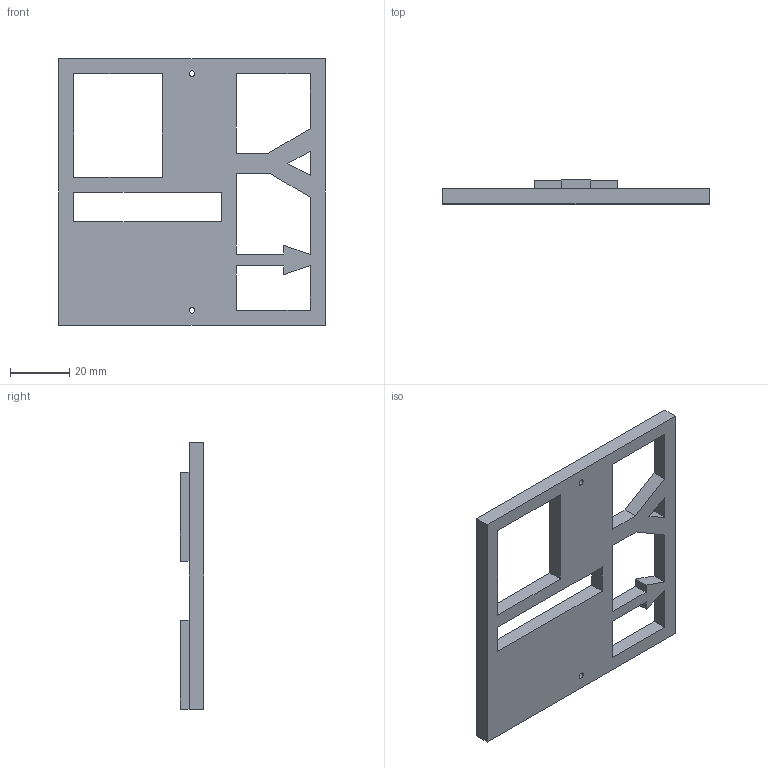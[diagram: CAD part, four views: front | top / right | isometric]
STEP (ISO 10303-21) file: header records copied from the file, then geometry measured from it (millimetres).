
FILE_DESCRIPTION(/* description */ (''),/* implementation_level */ '2;1');
FILE_NAME(/* name */ 'HallSensor_Holder_Y-Axis.stp',/* time_stamp */ '2024-09-30T19:02:51+02:00',/* author */ ('ppovolni'),/* organization */ (''),/* preprocessor_version */ 'ST-DEVELOPER v18.1',/* originating_system */ 'Autodesk Inventor 2022',/* authorisation */ '');
FILE_SCHEMA (('AUTOMOTIVE_DESIGN { 1 0 10303 214 3 1 1 }'));
Length unit declared in the file: millimetre
Products named in the file (1): HallSensor_Halterung
Bounding box: 90 x 8 x 90 mm (x, y, z)
Volume: 27687.3 mm3; surface area: 15318.9 mm2
Topology: 1 solids, 1 shells, 60 faces, 153 edges, 107 vertices
Faces by surface type: plane 51, cone 6, cylinder 3
Full cylindrical faces by diameter (mm): 2 x2, 6 x1
Entity records: 1878 total; most frequent: CARTESIAN_POINT 318, ORIENTED_EDGE 300, DIRECTION 290, EDGE_CURVE 150, LINE 132, VECTOR 132, VERTEX_POINT 100, EDGE_LOOP 84
